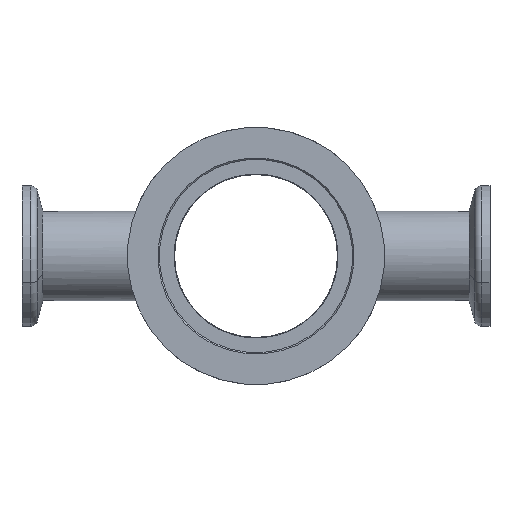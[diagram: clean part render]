
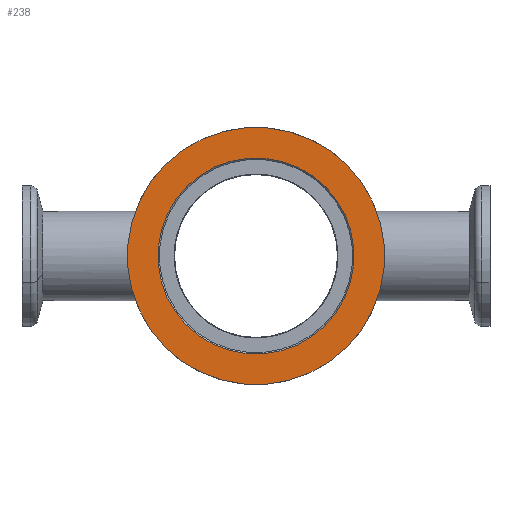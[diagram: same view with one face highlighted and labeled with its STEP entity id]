
A CAD part, front view. The second image highlights one B-rep face of the part: STEP entity #238.
In plain terms, the highlighted planar face has unit normal (0, -1, 0).
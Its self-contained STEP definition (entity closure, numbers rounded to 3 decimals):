
#187 = VERTEX_POINT ( 'NONE', #1908 ) ;
#196 = EDGE_CURVE ( 'NONE', #187, #206, #802, .T. ) ;
#206 = VERTEX_POINT ( 'NONE', #831 ) ;
#210 = ORIENTED_EDGE ( 'NONE', *, *, #196, .T. ) ;
#215 = EDGE_LOOP ( 'NONE', ( #210, #236 ) ) ;
#217 = ORIENTED_EDGE ( 'NONE', *, *, #387, .F. ) ;
#230 = EDGE_CURVE ( 'NONE', #383, #386, #931, .T. ) ;
#231 = EDGE_LOOP ( 'NONE', ( #217, #235 ) ) ;
#233 = EDGE_CURVE ( 'NONE', #206, #187, #920, .T. ) ;
#235 = ORIENTED_EDGE ( 'NONE', *, *, #230, .F. ) ;
#236 = ORIENTED_EDGE ( 'NONE', *, *, #233, .T. ) ;
#238 = ADVANCED_FACE ( 'NONE', ( #904, #878 ), #921, .T. ) ;
#383 = VERTEX_POINT ( 'NONE', #1173 ) ;
#386 = VERTEX_POINT ( 'NONE', #1167 ) ;
#387 = EDGE_CURVE ( 'NONE', #386, #383, #1110, .T. ) ;
#799 = DIRECTION ( 'NONE',  ( 0., 1., 0. ) ) ;
#802 = CIRCLE ( 'NONE', #887, 20.95 ) ;
#831 = CARTESIAN_POINT ( 'NONE',  ( 0., 0., 20.95 ) ) ;
#845 = CARTESIAN_POINT ( 'NONE',  ( 0., 0., 0. ) ) ;
#872 = DIRECTION ( 'NONE',  ( 0., 0., -1. ) ) ;
#873 = DIRECTION ( 'NONE',  ( 0., -1., 0. ) ) ;
#874 = CARTESIAN_POINT ( 'NONE',  ( -20.65, 0., 0. ) ) ;
#875 = AXIS2_PLACEMENT_3D ( 'NONE', #874, #873, #872 ) ;
#878 = FACE_OUTER_BOUND ( 'NONE', #231, .T. ) ;
#887 = AXIS2_PLACEMENT_3D ( 'NONE', #845, #799, #899 ) ;
#888 = DIRECTION ( 'NONE',  ( 0., 0., -1. ) ) ;
#889 = DIRECTION ( 'NONE',  ( 0., 1., 0. ) ) ;
#890 = CARTESIAN_POINT ( 'NONE',  ( 0., 0., 0. ) ) ;
#891 = AXIS2_PLACEMENT_3D ( 'NONE', #890, #889, #888 ) ;
#896 = DIRECTION ( 'NONE',  ( 0., 0., 1. ) ) ;
#897 = DIRECTION ( 'NONE',  ( 0., 1., 0. ) ) ;
#898 = AXIS2_PLACEMENT_3D ( 'NONE', #919, #897, #896 ) ;
#899 = DIRECTION ( 'NONE',  ( 0., 0., -1. ) ) ;
#904 = FACE_BOUND ( 'NONE', #215, .T. ) ;
#919 = CARTESIAN_POINT ( 'NONE',  ( 0., 0., 0. ) ) ;
#920 = CIRCLE ( 'NONE', #891, 20.95 ) ;
#921 = PLANE ( 'NONE',  #875 ) ;
#931 = CIRCLE ( 'NONE', #898, 27.5 ) ;
#1106 = DIRECTION ( 'NONE',  ( 0., 0., 1. ) ) ;
#1107 = DIRECTION ( 'NONE',  ( 0., 1., 0. ) ) ;
#1108 = CARTESIAN_POINT ( 'NONE',  ( 0., 0., 0. ) ) ;
#1109 = AXIS2_PLACEMENT_3D ( 'NONE', #1108, #1107, #1106 ) ;
#1110 = CIRCLE ( 'NONE', #1109, 27.5 ) ;
#1167 = CARTESIAN_POINT ( 'NONE',  ( 0., 0., 27.5 ) ) ;
#1173 = CARTESIAN_POINT ( 'NONE',  ( 0., 0., -27.5 ) ) ;
#1908 = CARTESIAN_POINT ( 'NONE',  ( 0., 0., -20.95 ) ) ;
